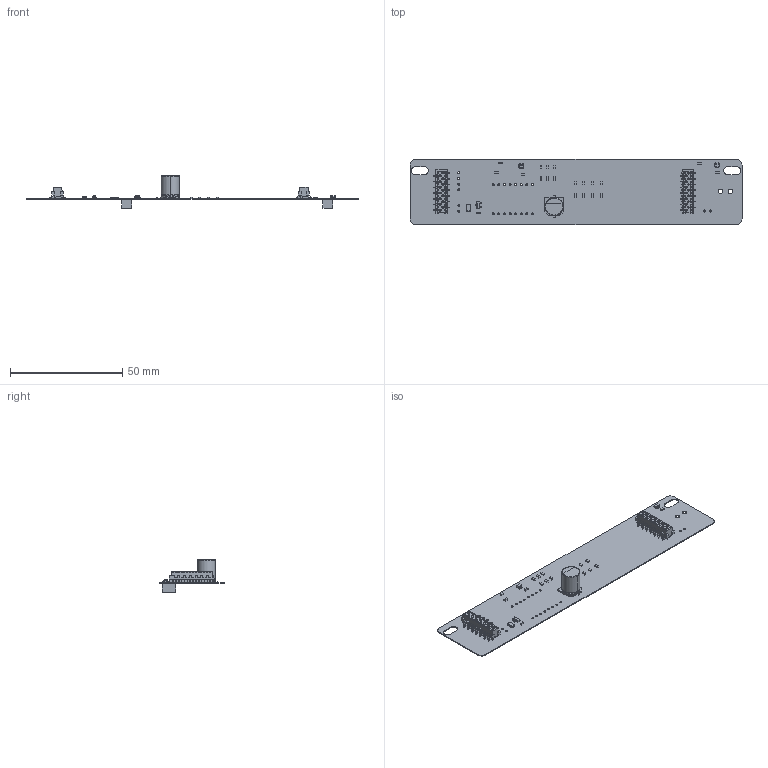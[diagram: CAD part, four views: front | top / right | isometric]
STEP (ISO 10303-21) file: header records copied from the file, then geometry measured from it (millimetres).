
FILE_DESCRIPTION(('Open CASCADE Model'),'2;1');
FILE_NAME('Open CASCADE Shape Model','2018-11-23T11:02:09',('Author'),( 'Open CASCADE'),'Open CASCADE STEP processor 6.8','Open CASCADE 6.8' ,'Unknown');
FILE_SCHEMA(('AUTOMOTIVE_DESIGN { 1 0 10303 214 1 1 1 1 }'));
Length unit declared in the file: millimetre
Products named in the file (55): PCB; Board; R4; 7036713472; Extruded; 7036713280; R2; C1; SW3dPS-capacitor_size_F; U3; 7036713088; U2; R22; R21; R20; 7036712896; 7036712704; R19; R18; R17; R16; R15; R14; R13; R12; R11; R10; R8; R6; R5; R3; R1; P4; c-1-2178711-4-a-3d_RGB255; P3; J3; 7114162432; Body; Open_CASCADE_STEP_translator_6.8_6.1.1; Leader ...
Assembly tree (120 placements, depth 5):
  PCB
    Board
    R4
      7036713472
        Extruded
      7036713280  x2
        Extruded
    R2
      7036713472
        Extruded
      7036713280  x2
        Extruded
    C1
      SW3dPS-capacitor_size_F
    U3
      7036713088
        Extruded
    U2
      7036713088
        Extruded
    R22
      7036713472
        Extruded
      7036713280  x2
        Extruded
    R21
      7036713472
        Extruded
      7036713280  x2
        Extruded
    R20
      7036712896
        Extruded
      7036712704  x2
        Extruded
    R19
      7036712896
        Extruded
      7036712704  x2
        Extruded
    R18
      7036712896
        Extruded
      7036712704  x2
        Extruded
    R17
      7036712896
        Extruded
      7036712704  x2
        Extruded
    R16
      7036712896
        Extruded
      7036712704  x2
        Extruded
    R15
      7036712896
        Extruded
      7036712704  x2
        Extruded
Bounding box: 147.7 x 29 x 14.62 mm (x, y, z)
Volume: 3177 mm3; surface area: 10810.1 mm2
Topology: 85 solids, 85 shells, 3169 faces, 8418 edges, 5444 vertices
Faces by surface type: plane 2412, cylinder 687, bspline 38, sphere 32
Full cylindrical faces by diameter (mm): 0.9 x24, 2 x2
Entity records: 59586 total; most frequent: CARTESIAN_POINT 10742, ORIENTED_EDGE 7988, DIRECTION 7661, EDGE_CURVE 3994, LINE 3217, VECTOR 3217, VERTEX_POINT 2587, AXIS2_PLACEMENT_3D 2222
